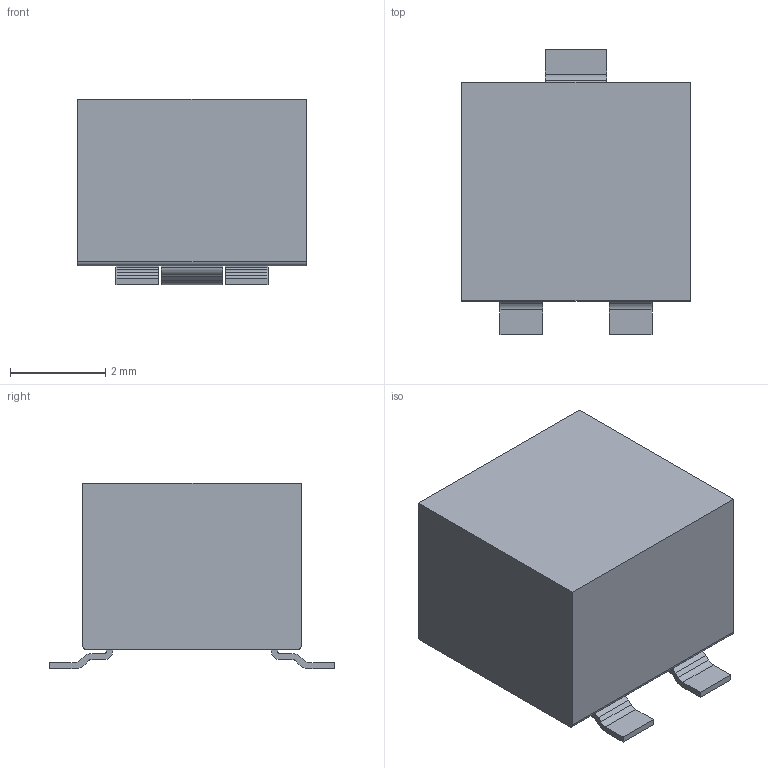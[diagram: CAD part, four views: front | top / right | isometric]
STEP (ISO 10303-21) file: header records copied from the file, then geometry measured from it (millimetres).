
FILE_DESCRIPTION((''),'2;1');
FILE_NAME('TRIM_BOURNS_3224G.stp','2014-04-14T10:29:19',(''),(''),'Mechanical Desktop 2011','Mechanical Desktop 2011',', , ');
FILE_SCHEMA(('AUTOMOTIVE_DESIGN { 1 2 10303 214 1 1 1 1 }'));
Length unit declared in the file: millimetre
Products named in the file (1): Product
Bounding box: 4.8 x 6 x 3.91 mm (x, y, z)
Volume: 77.5 mm3; surface area: 130.9 mm2
Topology: 5 solids, 5 shells, 73 faces, 186 edges, 124 vertices
Faces by surface type: plane 49, cylinder 24
Entity records: 2260 total; most frequent: DIRECTION 386, CARTESIAN_POINT 384, ORIENTED_EDGE 372, EDGE_CURVE 186, VECTOR 134, LINE 134, AXIS2_PLACEMENT_3D 126, VERTEX_POINT 124
